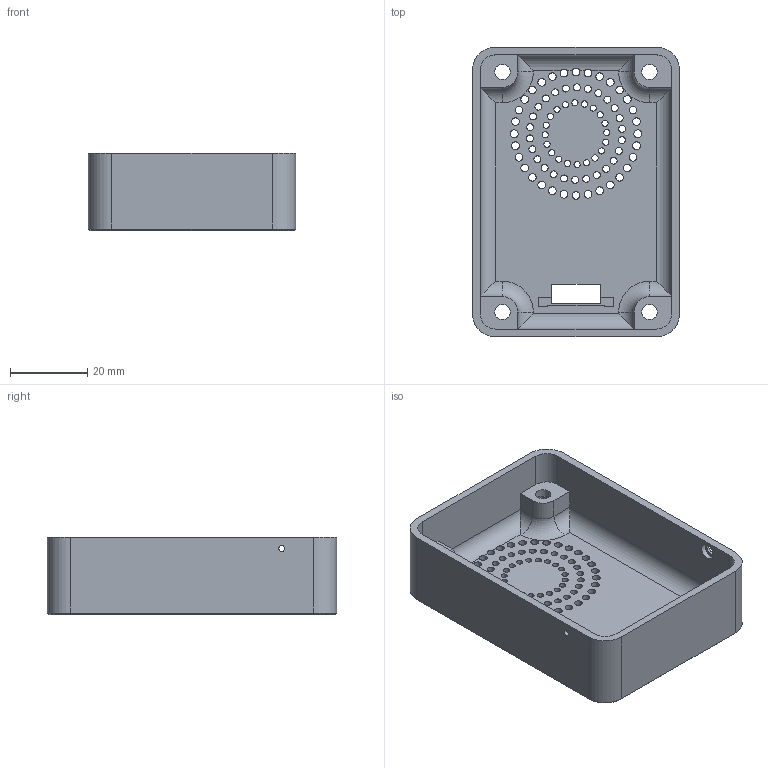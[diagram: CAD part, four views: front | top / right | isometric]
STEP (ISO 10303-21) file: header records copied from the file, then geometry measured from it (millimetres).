
FILE_DESCRIPTION(/* description */ (''),/* implementation_level */ '2;1');
FILE_NAME(/* name */ 'Pithy Screen Mount A.step',/* time_stamp */ '2021-03-27T16:51:00+00:00',/* author */ (''),/* organization */ (''),/* preprocessor_version */ 'ST-DEVELOPER v18.1',/* originating_system */ 'Autodesk Translation Framework v9.10.0.1330',/* authorisation */ '');
FILE_SCHEMA (('AUTOMOTIVE_DESIGN { 1 0 10303 214 3 1 1 }'));
Length unit declared in the file: millimetre
Products named in the file (1): Pithy Screen Mount A
Bounding box: 53.72 x 75.05 x 20 mm (x, y, z)
Volume: 18462.4 mm3; surface area: 17774 mm2
Topology: 1 solids, 1 shells, 174 faces, 485 edges, 312 vertices
Faces by surface type: cylinder 113, plane 45, cone 12, torus 4
Full cylindrical faces by diameter (mm): 1.5 x1, 1.6 x20, 1.8 x26, 2 x32, 2.9 x1, 4 x4, 4.2 x1, 6 x4
Entity records: 6062 total; most frequent: DIRECTION 1069, CARTESIAN_POINT 1006, ORIENTED_EDGE 970, EDGE_CURVE 485, AXIS2_PLACEMENT_3D 412, EDGE_LOOP 343, VERTEX_POINT 312, LINE 245
